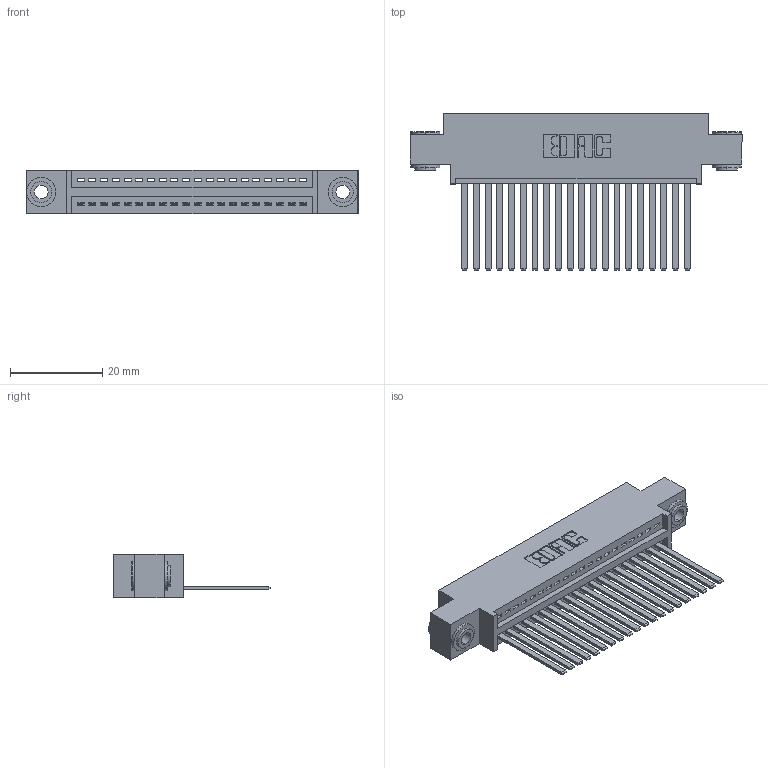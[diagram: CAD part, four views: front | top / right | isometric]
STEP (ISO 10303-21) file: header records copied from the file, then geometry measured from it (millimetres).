
FILE_DESCRIPTION (( 'STEP AP203' ), '1' );
FILE_NAME ('345-020-544-603.STEP', '2019-10-04T21:17:20', ( '' ), ( '' ), 'SwSTEP 2.0', 'SolidWorks 2016', '' );
FILE_SCHEMA (( 'CONFIG_CONTROL_DESIGN' ));
Length unit declared in the file: inch
Products named in the file (4): 345-020-544-603; 345 Part_0.170 Offset - 0.156 Dia-TH; 345-292-001_345-293-144; 345-250-002_345-250-002-102
Assembly tree (23 placements, depth 2):
  345-020-544-603
    345 Part_0.170 Offset - 0.156 Dia-TH
    345-292-001_345-293-144  x20
    345-250-002_345-250-002-102  x2
Bounding box: 72.01 x 33.96 x 9.4 mm (x, y, z)
Volume: 6796.9 mm3; surface area: 9769.9 mm2
Topology: 23 solids, 23 shells, 1208 faces, 3589 edges, 2362 vertices
Faces by surface type: plane 814, cylinder 386, cone 8
Entity records: 18612 total; most frequent: CARTESIAN_POINT 3203, ORIENTED_EDGE 3150, DIRECTION 2857, EDGE_CURVE 1575, LINE 1343, VECTOR 1343, VERTEX_POINT 1046, AXIS2_PLACEMENT_3D 757
